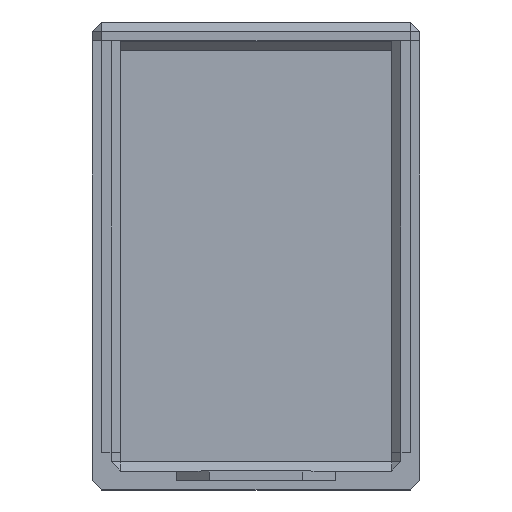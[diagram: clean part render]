
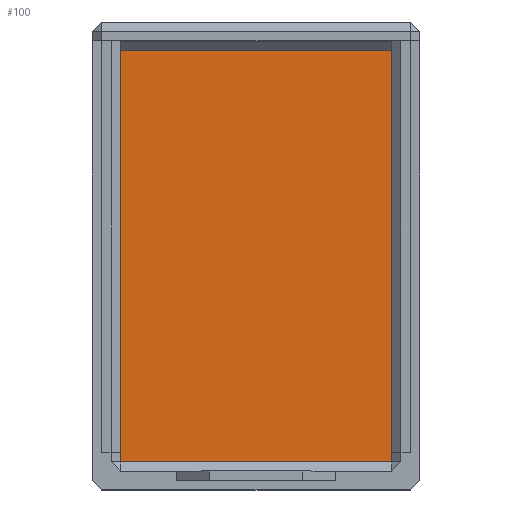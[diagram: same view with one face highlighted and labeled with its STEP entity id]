
A CAD part, top view. The second image highlights one B-rep face of the part: STEP entity #100.
In plain terms, the highlighted planar face has unit normal (0, 0, 1).
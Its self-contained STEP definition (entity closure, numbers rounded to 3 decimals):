
#100=ADVANCED_FACE('',(#495),#497,.T.);
#495=FACE_BOUND('',#496,.T.);
#496=EDGE_LOOP('',(#868,#869,#870,#871));
#497=PLANE('',#498);
#498=AXIS2_PLACEMENT_3D('',#499,#500,#501);
#499=CARTESIAN_POINT('',(0.,0.,4.));
#500=DIRECTION('',(0.,0.,1.));
#501=DIRECTION('',(-1.,0.,0.));
#868=ORIENTED_EDGE('',*,*,#1077,.T.);
#869=ORIENTED_EDGE('',*,*,#1055,.T.);
#870=ORIENTED_EDGE('',*,*,#1044,.T.);
#871=ORIENTED_EDGE('',*,*,#1042,.T.);
#1042=EDGE_CURVE('',#1279,#1281,#1283,.T.);
#1044=EDGE_CURVE('',#1285,#1279,#1286,.T.);
#1055=EDGE_CURVE('',#1297,#1285,#1300,.T.);
#1077=EDGE_CURVE('',#1281,#1297,#1334,.T.);
#1279=VERTEX_POINT('',#1768);
#1281=VERTEX_POINT('',#1772);
#1283=LINE('',#1776,#1777);
#1285=VERTEX_POINT('',#1782);
#1286=LINE('',#1783,#1784);
#1297=VERTEX_POINT('',#1812);
#1300=LINE('',#1819,#1820);
#1334=LINE('',#1901,#1902);
#1768=CARTESIAN_POINT('',(-29.,-44.,4.));
#1772=CARTESIAN_POINT('',(29.,-44.,4.));
#1776=CARTESIAN_POINT('',(-29.,-44.,4.));
#1777=VECTOR('',#1778,1.);
#1778=DIRECTION('',(1.,0.,0.));
#1782=CARTESIAN_POINT('',(-29.,44.,4.));
#1783=CARTESIAN_POINT('',(-29.,44.,4.));
#1784=VECTOR('',#1785,1.);
#1785=DIRECTION('',(0.,-1.,0.));
#1812=CARTESIAN_POINT('',(29.,44.,4.));
#1819=CARTESIAN_POINT('',(29.,44.,4.));
#1820=VECTOR('',#1821,1.);
#1821=DIRECTION('',(-1.,0.,0.));
#1901=CARTESIAN_POINT('',(29.,-44.,4.));
#1902=VECTOR('',#1903,1.);
#1903=DIRECTION('',(0.,1.,0.));
